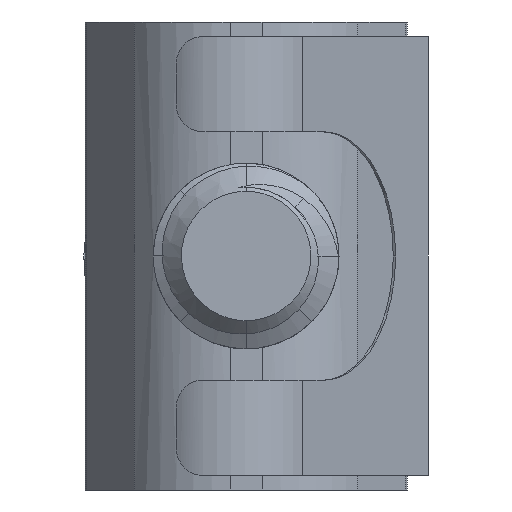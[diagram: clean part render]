
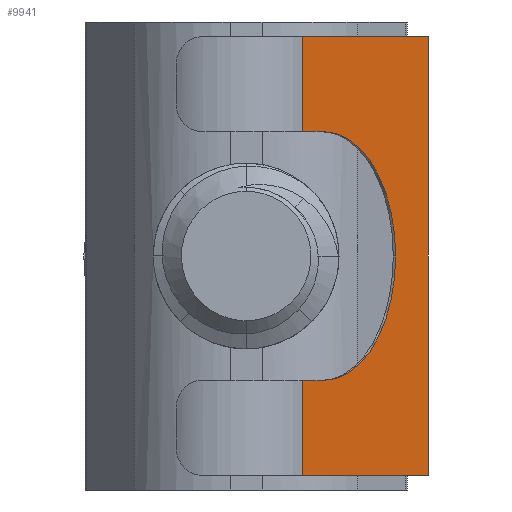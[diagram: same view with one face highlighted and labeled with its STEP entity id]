
A CAD part, front view. The second image highlights one B-rep face of the part: STEP entity #9941.
In plain terms, the highlighted planar face has unit normal (0.819, -0.574, 0).
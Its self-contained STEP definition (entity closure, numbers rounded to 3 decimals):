
#9759=AXIS2_PLACEMENT_3D('Circle Axis2P3D',#9757,#9758,$) ;
#9868=AXIS2_PLACEMENT_3D('Circle Axis2P3D',#9866,#9867,$) ;
#9881=AXIS2_PLACEMENT_3D('Plane Axis2P3D',#9878,#9879,#9880) ;
#9754=CARTESIAN_POINT('Vertex',(5.112,-7.624,0.)) ;
#9757=CARTESIAN_POINT('Axis2P3D Location',(2.674,-11.105,0.)) ;
#9761=CARTESIAN_POINT('Vertex',(2.674,-11.105,4.25)) ;
#9863=CARTESIAN_POINT('Vertex',(2.674,-11.105,-4.25)) ;
#9866=CARTESIAN_POINT('Axis2P3D Location',(2.674,-11.105,0.)) ;
#9878=CARTESIAN_POINT('Axis2P3D Location',(6.224,-6.034,7.5)) ;
#9883=CARTESIAN_POINT('Line Origine',(2.298,-11.642,-4.25)) ;
#9887=CARTESIAN_POINT('Vertex',(1.923,-12.178,-4.25)) ;
#9890=CARTESIAN_POINT('Line Origine',(1.923,-12.178,-5.875)) ;
#9894=CARTESIAN_POINT('Vertex',(1.923,-12.178,-7.5)) ;
#9897=CARTESIAN_POINT('Line Origine',(4.073,-9.106,-7.5)) ;
#9901=CARTESIAN_POINT('Vertex',(6.224,-6.034,-7.5)) ;
#9904=CARTESIAN_POINT('Line Origine',(6.224,-6.034,0.)) ;
#9908=CARTESIAN_POINT('Vertex',(6.224,-6.034,7.5)) ;
#9911=CARTESIAN_POINT('Line Origine',(4.073,-9.106,7.5)) ;
#9915=CARTESIAN_POINT('Vertex',(1.923,-12.178,7.5)) ;
#9918=CARTESIAN_POINT('Line Origine',(1.923,-12.178,5.875)) ;
#9922=CARTESIAN_POINT('Vertex',(1.923,-12.178,4.25)) ;
#9925=CARTESIAN_POINT('Line Origine',(2.298,-11.642,4.25)) ;
#9758=DIRECTION('Axis2P3D Direction',(0.819,-0.574,-0.)) ;
#9867=DIRECTION('Axis2P3D Direction',(0.819,-0.574,-0.)) ;
#9879=DIRECTION('Axis2P3D Direction',(-0.819,0.574,0.)) ;
#9880=DIRECTION('Axis2P3D XDirection',(-0.574,-0.819,0.)) ;
#9884=DIRECTION('Vector Direction',(-0.574,-0.819,0.)) ;
#9891=DIRECTION('Vector Direction',(0.,0.,-1.)) ;
#9898=DIRECTION('Vector Direction',(0.574,0.819,0.)) ;
#9905=DIRECTION('Vector Direction',(0.,0.,-1.)) ;
#9912=DIRECTION('Vector Direction',(0.574,0.819,0.)) ;
#9919=DIRECTION('Vector Direction',(0.,0.,-1.)) ;
#9926=DIRECTION('Vector Direction',(0.574,0.819,0.)) ;
#9885=VECTOR('Line Direction',#9884,1.) ;
#9892=VECTOR('Line Direction',#9891,1.) ;
#9899=VECTOR('Line Direction',#9898,1.) ;
#9906=VECTOR('Line Direction',#9905,1.) ;
#9913=VECTOR('Line Direction',#9912,1.) ;
#9920=VECTOR('Line Direction',#9919,1.) ;
#9927=VECTOR('Line Direction',#9926,1.) ;
#9931=ORIENTED_EDGE('',*,*,#9889,.T.) ;
#9932=ORIENTED_EDGE('',*,*,#9896,.T.) ;
#9933=ORIENTED_EDGE('',*,*,#9903,.T.) ;
#9934=ORIENTED_EDGE('',*,*,#9910,.F.) ;
#9935=ORIENTED_EDGE('',*,*,#9917,.F.) ;
#9936=ORIENTED_EDGE('',*,*,#9924,.T.) ;
#9937=ORIENTED_EDGE('',*,*,#9929,.T.) ;
#9938=ORIENTED_EDGE('',*,*,#9763,.T.) ;
#9939=ORIENTED_EDGE('',*,*,#9870,.T.) ;
#9941=ADVANCED_FACE('Fillet1',(#9940),#9882,.F.) ;
#9760=CIRCLE('generated circle',#9759,4.25) ;
#9869=CIRCLE('generated circle',#9868,4.25) ;
#9763=EDGE_CURVE('',#9762,#9755,#9760,.F.) ;
#9870=EDGE_CURVE('',#9755,#9864,#9869,.F.) ;
#9889=EDGE_CURVE('',#9864,#9888,#9886,.T.) ;
#9896=EDGE_CURVE('',#9888,#9895,#9893,.T.) ;
#9903=EDGE_CURVE('',#9895,#9902,#9900,.T.) ;
#9910=EDGE_CURVE('',#9909,#9902,#9907,.T.) ;
#9917=EDGE_CURVE('',#9916,#9909,#9914,.T.) ;
#9924=EDGE_CURVE('',#9916,#9923,#9921,.T.) ;
#9929=EDGE_CURVE('',#9923,#9762,#9928,.T.) ;
#9930=EDGE_LOOP('',(#9931,#9932,#9933,#9934,#9935,#9936,#9937,#9938,#9939)) ;
#9940=FACE_OUTER_BOUND('',#9930,.T.) ;
#9886=LINE('Line',#9883,#9885) ;
#9893=LINE('Line',#9890,#9892) ;
#9900=LINE('Line',#9897,#9899) ;
#9907=LINE('Line',#9904,#9906) ;
#9914=LINE('Line',#9911,#9913) ;
#9921=LINE('Line',#9918,#9920) ;
#9928=LINE('Line',#9925,#9927) ;
#9882=PLANE('',#9881) ;
#9755=VERTEX_POINT('',#9754) ;
#9762=VERTEX_POINT('',#9761) ;
#9864=VERTEX_POINT('',#9863) ;
#9888=VERTEX_POINT('',#9887) ;
#9895=VERTEX_POINT('',#9894) ;
#9902=VERTEX_POINT('',#9901) ;
#9909=VERTEX_POINT('',#9908) ;
#9916=VERTEX_POINT('',#9915) ;
#9923=VERTEX_POINT('',#9922) ;
